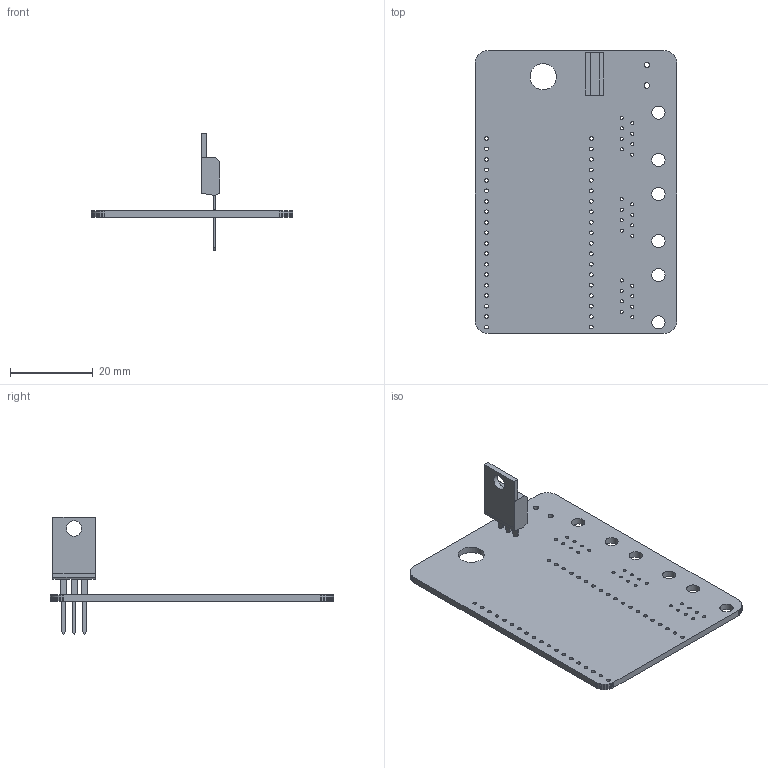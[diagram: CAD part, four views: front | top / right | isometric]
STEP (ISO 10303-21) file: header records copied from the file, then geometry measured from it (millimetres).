
FILE_DESCRIPTION(('KiCad electronic assembly'),'2;1');
FILE_NAME('Coms Board V2.step','2024-06-09T16:07:35',('Pcbnew'),('Kicad' ),'Open CASCADE STEP processor 7.7','KiCad to STEP converter', 'Unknown');
FILE_SCHEMA(('AUTOMOTIVE_DESIGN { 1 0 10303 214 1 1 1 1 }'));
Length unit declared in the file: millimetre
Products named in the file (4): Coms Board V2 1; TO-220-3_Vertical; SOLID; Coms Board V2 PCB
Assembly tree (3 placements, depth 3):
  Coms Board V2 1
    TO-220-3_Vertical
      SOLID
    Coms Board V2 PCB
Bounding box: 48.9 x 68.58 x 28.52 mm (x, y, z)
Volume: 5645 mm3; surface area: 7831.4 mm2
Topology: 2 solids, 2 shells, 184 faces, 540 edges, 360 vertices
Faces by surface type: plane 109, cylinder 75
Full cylindrical faces by diameter (mm): 0.76 x24, 0.9 x38, 1.1 x3, 1.32 x2, 3.2 x6, 3.735 x1, 6.35 x1
Entity records: 14323 total; most frequent: CARTESIAN_POINT 3062, DIRECTION 1997, LINE 1320, VECTOR 1320, ORIENTED_EDGE 1080, PCURVE 1080, DEFINITIONAL_REPRESENTATION 1080, EDGE_CURVE 540
